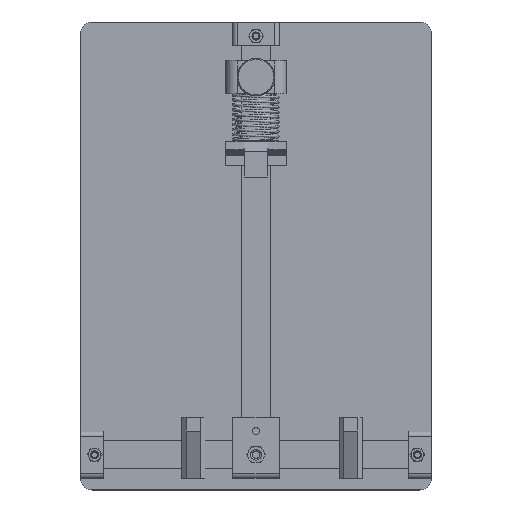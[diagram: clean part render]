
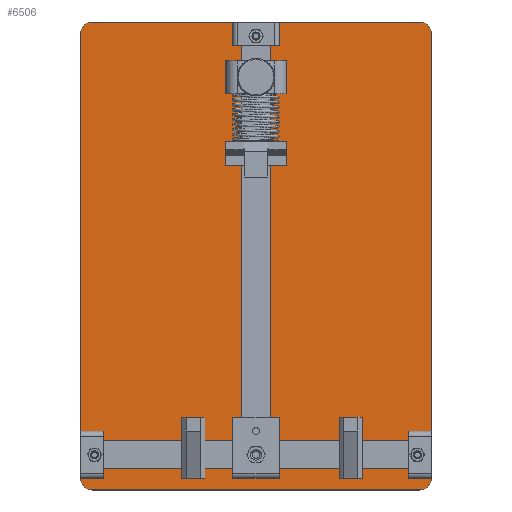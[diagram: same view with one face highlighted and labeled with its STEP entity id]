
A CAD part, top view. The second image highlights one B-rep face of the part: STEP entity #6506.
In plain terms, the highlighted planar face has unit normal (0, 0, 1).
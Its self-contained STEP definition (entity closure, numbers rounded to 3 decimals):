
#505=CIRCLE('',#8833,1.7);
#506=CIRCLE('',#8834,1.7);
#507=CIRCLE('',#8835,1.7);
#508=CIRCLE('',#8836,1.7);
#509=CIRCLE('',#8837,5.);
#510=CIRCLE('',#8838,5.);
#511=CIRCLE('',#8839,5.);
#512=CIRCLE('',#8840,5.);
#835=ORIENTED_EDGE('',*,*,#2739,.T.);
#836=ORIENTED_EDGE('',*,*,#2740,.T.);
#837=ORIENTED_EDGE('',*,*,#2741,.T.);
#838=ORIENTED_EDGE('',*,*,#2742,.T.);
#839=ORIENTED_EDGE('',*,*,#2729,.T.);
#840=ORIENTED_EDGE('',*,*,#2743,.T.);
#841=ORIENTED_EDGE('',*,*,#2731,.T.);
#842=ORIENTED_EDGE('',*,*,#2744,.T.);
#843=ORIENTED_EDGE('',*,*,#2737,.T.);
#844=ORIENTED_EDGE('',*,*,#2745,.T.);
#845=ORIENTED_EDGE('',*,*,#2723,.T.);
#846=ORIENTED_EDGE('',*,*,#2746,.T.);
#2723=EDGE_CURVE('',#3675,#3676,#4287,.T.);
#2729=EDGE_CURVE('',#3682,#3681,#4293,.T.);
#2731=EDGE_CURVE('',#3683,#3684,#4295,.T.);
#2737=EDGE_CURVE('',#3690,#3689,#4301,.T.);
#2739=EDGE_CURVE('',#3691,#3691,#505,.F.);
#2740=EDGE_CURVE('',#3692,#3692,#506,.F.);
#2741=EDGE_CURVE('',#3693,#3693,#507,.F.);
#2742=EDGE_CURVE('',#3694,#3694,#508,.F.);
#2743=EDGE_CURVE('',#3681,#3683,#509,.T.);
#2744=EDGE_CURVE('',#3684,#3690,#510,.T.);
#2745=EDGE_CURVE('',#3689,#3675,#511,.T.);
#2746=EDGE_CURVE('',#3676,#3682,#512,.T.);
#3675=VERTEX_POINT('',#11620);
#3676=VERTEX_POINT('',#11621);
#3681=VERTEX_POINT('',#11632);
#3682=VERTEX_POINT('',#11634);
#3683=VERTEX_POINT('',#11638);
#3684=VERTEX_POINT('',#11639);
#3689=VERTEX_POINT('',#11650);
#3690=VERTEX_POINT('',#11652);
#3691=VERTEX_POINT('',#11656);
#3692=VERTEX_POINT('',#11658);
#3693=VERTEX_POINT('',#11660);
#3694=VERTEX_POINT('',#11662);
#4287=LINE('',#11619,#4755);
#4293=LINE('',#11633,#4761);
#4295=LINE('',#11637,#4763);
#4301=LINE('',#11651,#4769);
#4755=VECTOR('',#9605,1000.);
#4761=VECTOR('',#9613,1000.);
#4763=VECTOR('',#9617,1000.);
#4769=VECTOR('',#9625,1000.);
#5227=EDGE_LOOP('',(#835));
#5228=EDGE_LOOP('',(#836));
#5229=EDGE_LOOP('',(#837));
#5230=EDGE_LOOP('',(#838));
#5231=EDGE_LOOP('',(#839,#840,#841,#842,#843,#844,#845,#846));
#5753=FACE_BOUND('',#5227,.T.);
#5754=FACE_BOUND('',#5228,.T.);
#5755=FACE_BOUND('',#5229,.T.);
#5756=FACE_BOUND('',#5230,.T.);
#5757=FACE_BOUND('',#5231,.T.);
#6279=PLANE('',#8832);
#6506=ADVANCED_FACE('',(#5753,#5754,#5755,#5756,#5757),#6279,.T.);
#8832=AXIS2_PLACEMENT_3D('',#11654,#9627,#9628);
#8833=AXIS2_PLACEMENT_3D('',#11655,#9629,#9630);
#8834=AXIS2_PLACEMENT_3D('',#11657,#9631,#9632);
#8835=AXIS2_PLACEMENT_3D('',#11659,#9633,#9634);
#8836=AXIS2_PLACEMENT_3D('',#11661,#9635,#9636);
#8837=AXIS2_PLACEMENT_3D('',#11663,#9637,#9638);
#8838=AXIS2_PLACEMENT_3D('',#11664,#9639,#9640);
#8839=AXIS2_PLACEMENT_3D('',#11665,#9641,#9642);
#8840=AXIS2_PLACEMENT_3D('',#11666,#9643,#9644);
#9605=DIRECTION('',(1.,0.,0.));
#9613=DIRECTION('',(0.,1.,0.));
#9617=DIRECTION('',(-1.,0.,0.));
#9625=DIRECTION('',(0.,-1.,0.));
#9627=DIRECTION('',(0.,0.,1.));
#9628=DIRECTION('',(1.,0.,0.));
#9629=DIRECTION('',(0.,0.,1.));
#9630=DIRECTION('',(1.,0.,0.));
#9631=DIRECTION('',(0.,0.,1.));
#9632=DIRECTION('',(1.,0.,0.));
#9633=DIRECTION('',(0.,0.,1.));
#9634=DIRECTION('',(1.,0.,0.));
#9635=DIRECTION('',(0.,0.,1.));
#9636=DIRECTION('',(1.,0.,0.));
#9637=DIRECTION('',(0.,0.,1.));
#9638=DIRECTION('',(1.,0.,0.));
#9639=DIRECTION('',(0.,0.,1.));
#9640=DIRECTION('',(1.,0.,0.));
#9641=DIRECTION('',(0.,0.,1.));
#9642=DIRECTION('',(1.,0.,0.));
#9643=DIRECTION('',(0.,0.,1.));
#9644=DIRECTION('',(1.,0.,0.));
#11619=CARTESIAN_POINT('',(-75.,-100.,4.2));
#11620=CARTESIAN_POINT('',(-70.,-100.,4.2));
#11621=CARTESIAN_POINT('',(70.,-100.,4.2));
#11632=CARTESIAN_POINT('',(75.,95.,4.2));
#11633=CARTESIAN_POINT('',(75.,-75.,4.2));
#11634=CARTESIAN_POINT('',(75.,-95.,4.2));
#11637=CARTESIAN_POINT('',(75.,100.,4.2));
#11638=CARTESIAN_POINT('',(70.,100.,4.2));
#11639=CARTESIAN_POINT('',(-70.,100.,4.2));
#11650=CARTESIAN_POINT('',(-75.,-95.,4.2));
#11651=CARTESIAN_POINT('',(-75.,75.,4.2));
#11652=CARTESIAN_POINT('',(-75.,95.,4.2));
#11654=CARTESIAN_POINT('',(0.,0.,4.2));
#11655=CARTESIAN_POINT('',(0.,-85.,4.2));
#11656=CARTESIAN_POINT('',(1.7,-85.,4.2));
#11657=CARTESIAN_POINT('',(0.,94.,4.2));
#11658=CARTESIAN_POINT('',(1.7,94.,4.2));
#11659=CARTESIAN_POINT('',(-69.,-85.,4.2));
#11660=CARTESIAN_POINT('',(-67.3,-85.,4.2));
#11661=CARTESIAN_POINT('',(69.,-85.,4.2));
#11662=CARTESIAN_POINT('',(70.7,-85.,4.2));
#11663=CARTESIAN_POINT('',(70.,95.,4.2));
#11664=CARTESIAN_POINT('',(-70.,95.,4.2));
#11665=CARTESIAN_POINT('',(-70.,-95.,4.2));
#11666=CARTESIAN_POINT('',(70.,-95.,4.2));
